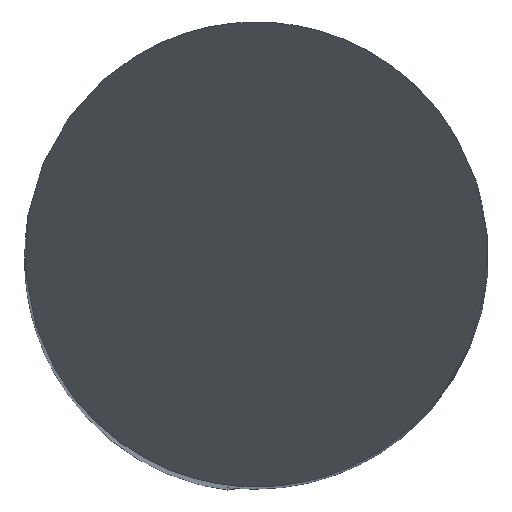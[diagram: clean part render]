
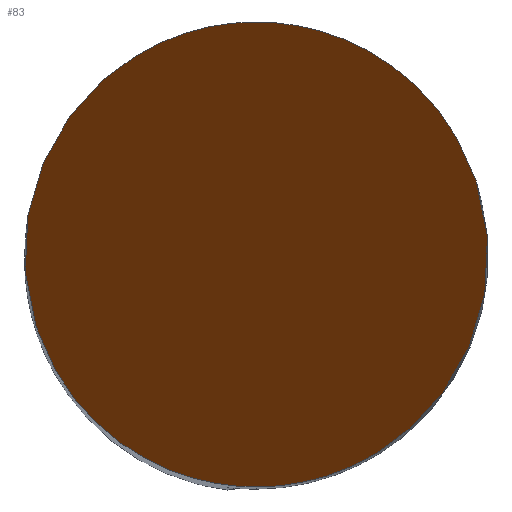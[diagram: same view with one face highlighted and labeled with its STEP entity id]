
A CAD part, top view. The second image highlights one B-rep face of the part: STEP entity #83.
In plain terms, the highlighted planar face has unit normal (0, -0.866, 0.5).
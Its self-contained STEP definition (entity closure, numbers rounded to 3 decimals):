
#83=ADVANCED_FACE('',(#118),#101,.T.);
#101=PLANE('',#531);
#118=FACE_OUTER_BOUND('',#144,.T.);
#144=EDGE_LOOP('',(#272,#273));
#194=(
BOUNDED_CURVE()
B_SPLINE_CURVE(3,(#761,#762,#763,#764),.UNSPECIFIED.,.F.,.F.)
B_SPLINE_CURVE_WITH_KNOTS((4,4),(0.,1.),.UNSPECIFIED.)
CURVE()
GEOMETRIC_REPRESENTATION_ITEM()
RATIONAL_B_SPLINE_CURVE((1.,0.333,0.333,1.))
REPRESENTATION_ITEM('')
);
#197=(
BOUNDED_CURVE()
B_SPLINE_CURVE(3,(#912,#913,#914,#915),.UNSPECIFIED.,.F.,.F.)
B_SPLINE_CURVE_WITH_KNOTS((4,4),(0.,1.),.UNSPECIFIED.)
CURVE()
GEOMETRIC_REPRESENTATION_ITEM()
RATIONAL_B_SPLINE_CURVE((1.,0.333,0.333,1.))
REPRESENTATION_ITEM('')
);
#272=ORIENTED_EDGE('',*,*,#392,.F.);
#273=ORIENTED_EDGE('',*,*,#415,.F.);
#346=VERTEX_POINT('',#765);
#347=VERTEX_POINT('',#766);
#392=EDGE_CURVE('',#346,#347,#194,.T.);
#415=EDGE_CURVE('',#347,#346,#197,.T.);
#531=AXIS2_PLACEMENT_3D('',#963,#594,#595);
#594=DIRECTION('',(0.,-0.866,0.5));
#595=DIRECTION('',(0.,0.5,0.866));
#761=CARTESIAN_POINT('',(0.,3.,5.196));
#762=CARTESIAN_POINT('',(6.,3.,5.196));
#763=CARTESIAN_POINT('',(6.,-3.,-5.196));
#764=CARTESIAN_POINT('',(0.,-3.,-5.196));
#765=CARTESIAN_POINT('',(0.,3.,5.196));
#766=CARTESIAN_POINT('',(0.,-3.,-5.196));
#912=CARTESIAN_POINT('',(0.,-3.,-5.196));
#913=CARTESIAN_POINT('',(-6.,-3.,-5.196));
#914=CARTESIAN_POINT('',(-6.,3.,5.196));
#915=CARTESIAN_POINT('',(0.,3.,5.196));
#963=CARTESIAN_POINT('',(10.,-3.,-5.196));
